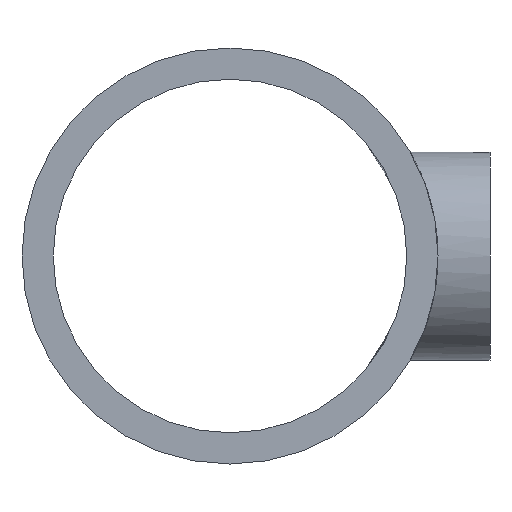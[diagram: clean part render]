
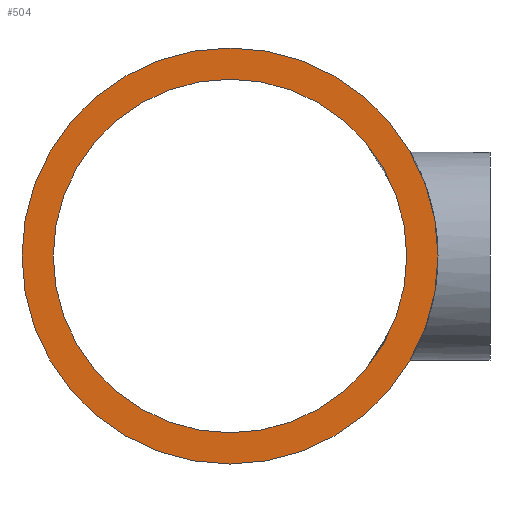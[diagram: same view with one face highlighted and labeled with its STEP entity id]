
A CAD part, left-side view. The second image highlights one B-rep face of the part: STEP entity #504.
In plain terms, the highlighted planar face has unit normal (-1, 0, 0).
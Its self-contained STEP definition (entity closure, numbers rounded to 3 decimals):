
#14 = CARTESIAN_POINT ( 'NONE',  ( -40., 12.5, 0. ) ) ;
#36 = DIRECTION ( 'NONE',  ( 0., 0., -1. ) ) ;
#45 = EDGE_CURVE ( 'NONE', #371, #169, #99, .T. ) ;
#52 = VERTEX_POINT ( 'NONE', #426 ) ;
#61 = EDGE_CURVE ( 'NONE', #169, #371, #400, .T. ) ;
#75 = CIRCLE ( 'NONE', #118, 10. ) ;
#98 = AXIS2_PLACEMENT_3D ( 'NONE', #137, #301, #463 ) ;
#99 = CIRCLE ( 'NONE', #98, 8.5 ) ;
#118 = AXIS2_PLACEMENT_3D ( 'NONE', #282, #240, #36 ) ;
#123 = AXIS2_PLACEMENT_3D ( 'NONE', #397, #354, #513 ) ;
#137 = CARTESIAN_POINT ( 'NONE',  ( -40., 12.5, 0. ) ) ;
#169 = VERTEX_POINT ( 'NONE', #209 ) ;
#184 = DIRECTION ( 'NONE',  ( 1., 0., 0. ) ) ;
#209 = CARTESIAN_POINT ( 'NONE',  ( -40., 12.5, -8.5 ) ) ;
#216 = ORIENTED_EDGE ( 'NONE', *, *, #258, .F. ) ;
#240 = DIRECTION ( 'NONE',  ( 1., 0., 0. ) ) ;
#244 = CARTESIAN_POINT ( 'NONE',  ( -40., 12.5, 0. ) ) ;
#258 = EDGE_CURVE ( 'NONE', #52, #417, #473, .T. ) ;
#282 = CARTESIAN_POINT ( 'NONE',  ( -40., 12.5, 0. ) ) ;
#301 = DIRECTION ( 'NONE',  ( 1., 0., 0. ) ) ;
#326 = DIRECTION ( 'NONE',  ( 1., 0., 0. ) ) ;
#334 = DIRECTION ( 'NONE',  ( 0., 0., -1. ) ) ;
#335 = EDGE_LOOP ( 'NONE', ( #454, #452 ) ) ;
#339 = EDGE_CURVE ( 'NONE', #417, #52, #75, .T. ) ;
#344 = CARTESIAN_POINT ( 'NONE',  ( -40., 12.5, 10. ) ) ;
#350 = FACE_OUTER_BOUND ( 'NONE', #386, .T. ) ;
#352 = FACE_BOUND ( 'NONE', #335, .T. ) ;
#354 = DIRECTION ( 'NONE',  ( 1., 0., 0. ) ) ;
#368 = ORIENTED_EDGE ( 'NONE', *, *, #339, .F. ) ;
#371 = VERTEX_POINT ( 'NONE', #411 ) ;
#386 = EDGE_LOOP ( 'NONE', ( #216, #368 ) ) ;
#397 = CARTESIAN_POINT ( 'NONE',  ( -40., 12.5, 0. ) ) ;
#400 = CIRCLE ( 'NONE', #466, 8.5 ) ;
#411 = CARTESIAN_POINT ( 'NONE',  ( -40., 12.5, 8.5 ) ) ;
#417 = VERTEX_POINT ( 'NONE', #344 ) ;
#426 = CARTESIAN_POINT ( 'NONE',  ( -40., 12.5, -10. ) ) ;
#440 = AXIS2_PLACEMENT_3D ( 'NONE', #244, #326, #334 ) ;
#452 = ORIENTED_EDGE ( 'NONE', *, *, #45, .T. ) ;
#454 = ORIENTED_EDGE ( 'NONE', *, *, #61, .T. ) ;
#463 = DIRECTION ( 'NONE',  ( 0., 0., -1. ) ) ;
#465 = DIRECTION ( 'NONE',  ( 0., 0., -1. ) ) ;
#466 = AXIS2_PLACEMENT_3D ( 'NONE', #14, #184, #465 ) ;
#473 = CIRCLE ( 'NONE', #440, 10. ) ;
#504 = ADVANCED_FACE ( 'NONE', ( #352, #350 ), #518, .F. ) ;
#513 = DIRECTION ( 'NONE',  ( 0., 0., -1. ) ) ;
#518 = PLANE ( 'NONE',  #123 ) ;
